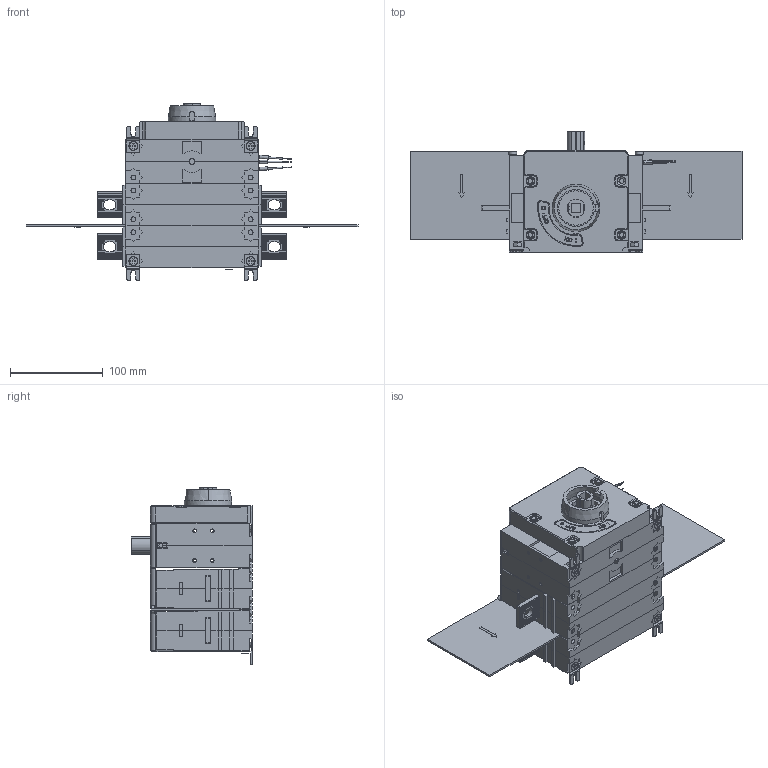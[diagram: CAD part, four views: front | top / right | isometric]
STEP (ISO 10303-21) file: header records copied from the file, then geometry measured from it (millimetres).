
FILE_DESCRIPTION((''),'2;1');
FILE_NAME('CDGNE400202','2024-11-14T',('di.shen'),(''),'PRO/ENGINEER BY PARAMETRIC TECHNOLOGY CORPORATION, 2015440','PRO/ENGINEER BY PARAMETRIC TECHNOLOGY CORPORATION, 2015440','');
FILE_SCHEMA(('CONFIG_CONTROL_DESIGN'));
Products named in the file (1): CDGNE400202
Bounding box: 357 x 130.7 x 190.7 mm (x, y, z)
Surface area: 215043.7 mm2 (no closed solid volume)
Topology: 0 solids, 761 shells, 1414 faces, 10584 edges, 9863 vertices
Faces by surface type: plane 1176, cylinder 134, cone 81, torus 13, sphere 10
Entity records: 100746 total; most frequent: CARTESIAN_POINT 24057, DIRECTION 13956, ORIENTED_EDGE 11881, EDGE_CURVE 10584, VERTEX_POINT 9863, VECTOR 9468, LINE 9468, EDGE_LOOP 2593
